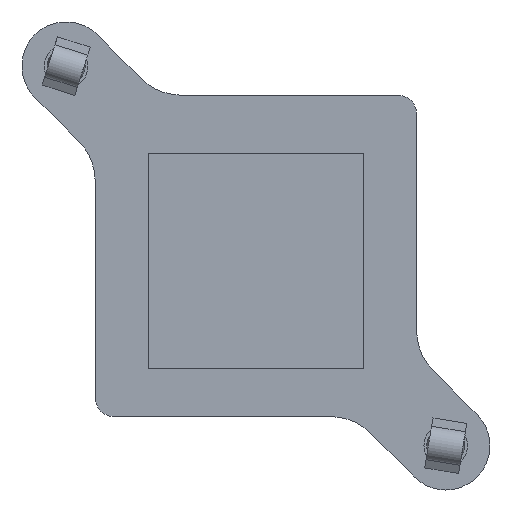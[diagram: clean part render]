
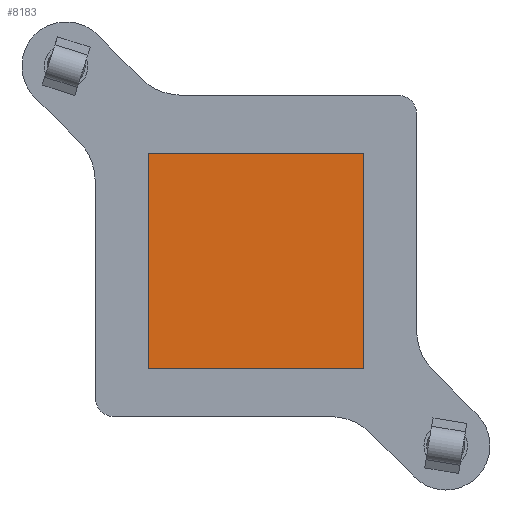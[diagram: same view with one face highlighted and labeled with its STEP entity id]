
A CAD part, front view. The second image highlights one B-rep face of the part: STEP entity #8183.
In plain terms, the highlighted planar face has unit normal (0, -1, 0).
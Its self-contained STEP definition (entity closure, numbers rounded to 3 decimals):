
#147 = CARTESIAN_POINT ( 'NONE',  ( 8.5, -0.13, -8.5 ) ) ;
#299 = CARTESIAN_POINT ( 'NONE',  ( -8.5, -0.13, -8.5 ) ) ;
#337 = DIRECTION ( 'NONE',  ( -1., 0., 0. ) ) ;
#372 = CARTESIAN_POINT ( 'NONE',  ( -8.5, -0.13, 8.5 ) ) ;
#429 = EDGE_CURVE ( 'NONE', #9283, #9533, #5717, .T. ) ;
#795 = LINE ( 'NONE', #299, #2993 ) ;
#830 = AXIS2_PLACEMENT_3D ( 'NONE', #10430, #2014, #8579 ) ;
#1574 = VECTOR ( 'NONE', #10861, 1000. ) ;
#1903 = CARTESIAN_POINT ( 'NONE',  ( -8.5, -0.13, -8.5 ) ) ;
#2014 = DIRECTION ( 'NONE',  ( 0., 1., 0. ) ) ;
#2206 = DIRECTION ( 'NONE',  ( 0., 0., 1. ) ) ;
#2723 = ORIENTED_EDGE ( 'NONE', *, *, #429, .F. ) ;
#2816 = ORIENTED_EDGE ( 'NONE', *, *, #8358, .F. ) ;
#2993 = VECTOR ( 'NONE', #337, 1000. ) ;
#3200 = EDGE_CURVE ( 'NONE', #6166, #9734, #3676, .T. ) ;
#3626 = CARTESIAN_POINT ( 'NONE',  ( 8.5, -0.13, 8.5 ) ) ;
#3676 = LINE ( 'NONE', #10719, #10912 ) ;
#4745 = CARTESIAN_POINT ( 'NONE',  ( 8.5, -0.13, -8.5 ) ) ;
#5658 = EDGE_CURVE ( 'NONE', #9734, #9283, #11253, .T. ) ;
#5717 = LINE ( 'NONE', #4745, #10411 ) ;
#6166 = VERTEX_POINT ( 'NONE', #1903 ) ;
#6182 = CARTESIAN_POINT ( 'NONE',  ( -8.5, -0.13, 8.5 ) ) ;
#7592 = DIRECTION ( 'NONE',  ( 0., 0., -1. ) ) ;
#7635 = PLANE ( 'NONE',  #830 ) ;
#8183 = ADVANCED_FACE ( 'NONE', ( #9155 ), #7635, .F. ) ;
#8272 = ORIENTED_EDGE ( 'NONE', *, *, #3200, .F. ) ;
#8358 = EDGE_CURVE ( 'NONE', #9533, #6166, #795, .T. ) ;
#8579 = DIRECTION ( 'NONE',  ( 0., 0., 1. ) ) ;
#8779 = ORIENTED_EDGE ( 'NONE', *, *, #5658, .F. ) ;
#9155 = FACE_OUTER_BOUND ( 'NONE', #10644, .T. ) ;
#9283 = VERTEX_POINT ( 'NONE', #3626 ) ;
#9533 = VERTEX_POINT ( 'NONE', #147 ) ;
#9734 = VERTEX_POINT ( 'NONE', #372 ) ;
#10411 = VECTOR ( 'NONE', #7592, 1000. ) ;
#10430 = CARTESIAN_POINT ( 'NONE',  ( -8.5, -0.13, 8.5 ) ) ;
#10644 = EDGE_LOOP ( 'NONE', ( #8272, #2816, #2723, #8779 ) ) ;
#10719 = CARTESIAN_POINT ( 'NONE',  ( -8.5, -0.13, -8.5 ) ) ;
#10861 = DIRECTION ( 'NONE',  ( 1., 0., 0. ) ) ;
#10912 = VECTOR ( 'NONE', #2206, 1000. ) ;
#11253 = LINE ( 'NONE', #6182, #1574 ) ;
